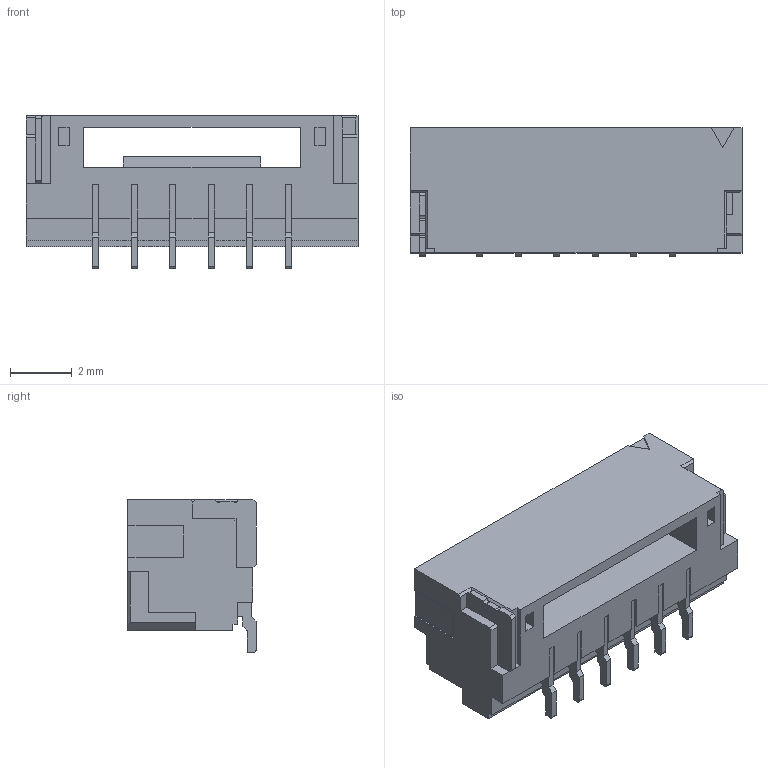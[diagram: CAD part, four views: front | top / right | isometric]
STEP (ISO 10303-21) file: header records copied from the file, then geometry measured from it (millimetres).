
FILE_DESCRIPTION (( 'STEP AP214' ), '1' );
FILE_NAME ('BM06B-GHS-TBT(LF)(SN).STEP', '2020-11-11T11:24:14', ( '' ), ( '' ), 'SwSTEP 2.0', 'SolidWorks 2017', '' );
FILE_SCHEMA (( 'AUTOMOTIVE_DESIGN' ));
Length unit declared in the file: millimetre
Products named in the file (1): BM06B-GHS-TBT(LF)(SN)
Bounding box: 10.75 x 4.15 x 4.95 mm (x, y, z)
Volume: 97 mm3; surface area: 433.9 mm2
Topology: 20 solids, 20 shells, 464 faces, 1231 edges, 813 vertices
Faces by surface type: plane 442, cylinder 22
Entity records: 14304 total; most frequent: CARTESIAN_POINT 2509, ORIENTED_EDGE 2462, DIRECTION 2205, EDGE_CURVE 1231, VECTOR 1187, LINE 1187, VERTEX_POINT 813, AXIS2_PLACEMENT_3D 509
